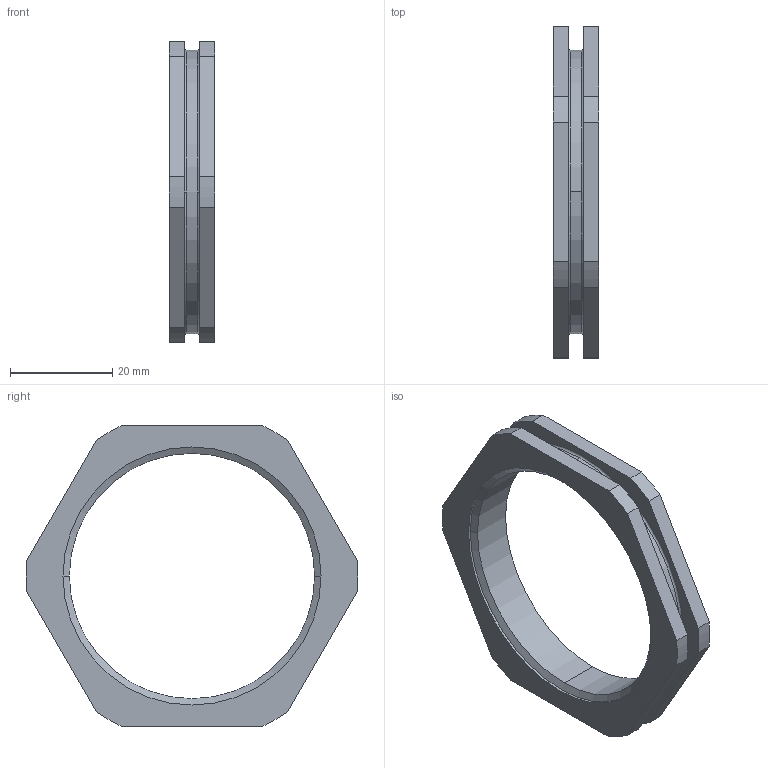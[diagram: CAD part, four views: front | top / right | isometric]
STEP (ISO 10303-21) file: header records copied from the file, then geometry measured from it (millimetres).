
FILE_DESCRIPTION(('Creo Elements/Direct Modeling STEP Export'),'2;1');
FILE_NAME('0lndrp34e9mqmk44572','2017-12-19T13:42:53',(''),(''),'PTC Creo Elements/Direct Modeling STEP processor for AP214 (Solid Model)','PTC Creo Elements/Direct Modeling 19.0E 27-Jun-2016 (C) Parametric Technology GmbH','');
FILE_SCHEMA(('AUTOMOTIVE_DESIGN { 1 0 10303 214 1 1 1 1 }'));
Length unit declared in the file: millimetre
Products named in the file (1): AS_M50L
Bounding box: 9 x 64.97 x 59 mm (x, y, z)
Volume: 8744.8 mm3; surface area: 6433.2 mm2
Topology: 1 solids, 1 shells, 40 faces, 110 edges, 74 vertices
Faces by surface type: cylinder 18, plane 16, torus 4, cone 2
Entity records: 1240 total; most frequent: ORIENTED_EDGE 220, DIRECTION 210, CARTESIAN_POINT 207, EDGE_CURVE 110, AXIS2_PLACEMENT_3D 77, VERTEX_POINT 74, VECTOR 56, LINE 56
